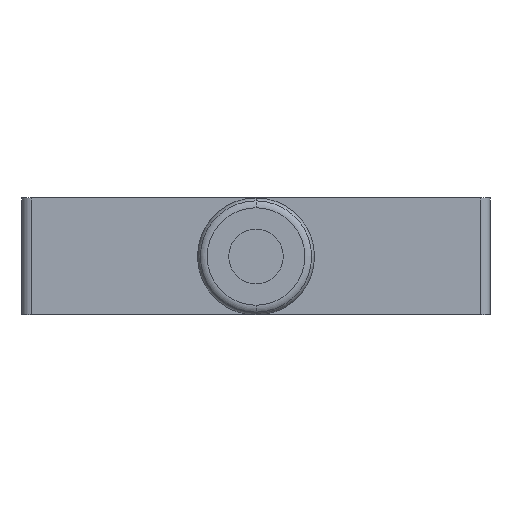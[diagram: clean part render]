
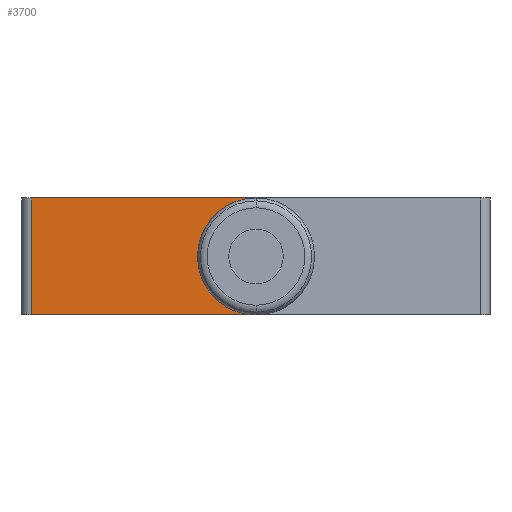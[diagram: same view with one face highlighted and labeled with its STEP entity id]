
A CAD part, front view. The second image highlights one B-rep face of the part: STEP entity #3700.
In plain terms, the highlighted planar face has unit normal (0, -1, 0).
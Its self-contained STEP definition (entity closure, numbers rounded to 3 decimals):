
#1114=DIRECTION('',(0.,0.,1.));
#1115=VECTOR('',#1114,6.);
#1116=CARTESIAN_POINT('',(-15.265,4.692,-3.));
#1117=LINE('',#1116,#1115);
#1121=CARTESIAN_POINT('',(-3.765,4.692,0.));
#1122=DIRECTION('',(0.,1.,0.));
#1123=DIRECTION('',(-1.,0.,0.));
#1124=AXIS2_PLACEMENT_3D('',#1121,#1122,#1123);
#1129=CARTESIAN_POINT('',(-3.765,4.692,0.));
#1130=DIRECTION('',(0.,1.,0.));
#1131=DIRECTION('',(0.,0.,-1.));
#1132=AXIS2_PLACEMENT_3D('',#1129,#1130,#1131);
#1137=DIRECTION('',(1.,0.,0.));
#1138=VECTOR('',#1137,11.5);
#1139=CARTESIAN_POINT('',(-15.265,4.692,-3.));
#1140=LINE('',#1139,#1138);
#1144=DIRECTION('',(-1.,0.,0.));
#1145=VECTOR('',#1144,11.5);
#1146=CARTESIAN_POINT('',(-3.765,4.692,3.));
#1147=LINE('',#1146,#1145);
#2433=CARTESIAN_POINT('',(-15.265,4.692,3.));
#2434=VERTEX_POINT('',#2433);
#2435=CARTESIAN_POINT('',(-3.765,4.692,3.));
#2436=VERTEX_POINT('',#2435);
#2505=CARTESIAN_POINT('',(-3.765,4.692,-3.));
#2506=VERTEX_POINT('',#2505);
#2507=CARTESIAN_POINT('',(-15.265,4.692,-3.));
#2508=VERTEX_POINT('',#2507);
#2537=CARTESIAN_POINT('',(-6.765,4.692,
0.));
#2539=VERTEX_POINT('',#2537);
#3686=CARTESIAN_POINT('',(-15.765,4.692,0.));
#3687=DIRECTION('',(0.,-1.,0.));
#3688=DIRECTION('',(1.,0.,0.));
#3689=AXIS2_PLACEMENT_3D('',#3686,#3687,#3688);
#3690=PLANE('',#3689);
#3692=ORIENTED_EDGE('',*,*,#3691,.F.);
#3694=ORIENTED_EDGE('',*,*,#3693,.F.);
#3695=ORIENTED_EDGE('',*,*,#3257,.F.);
#3696=ORIENTED_EDGE('',*,*,#3674,.T.);
#3697=ORIENTED_EDGE('',*,*,#3029,.F.);
#3698=EDGE_LOOP('',(#3692,#3694,#3695,#3696,#3697));
#3699=FACE_OUTER_BOUND('',#3698,.F.);
#1125=CIRCLE('',#1124,3.);
#1133=CIRCLE('',#1132,3.);
#3029=EDGE_CURVE('',#2436,#2434,#1147,.T.);
#3257=EDGE_CURVE('',#2508,#2506,#1140,.T.);
#3674=EDGE_CURVE('',#2508,#2434,#1117,.T.);
#3691=EDGE_CURVE('',#2539,#2436,#1125,.T.);
#3693=EDGE_CURVE('',#2506,#2539,#1133,.T.);
#3700=ADVANCED_FACE('',(#3699),#3690,.T.);
